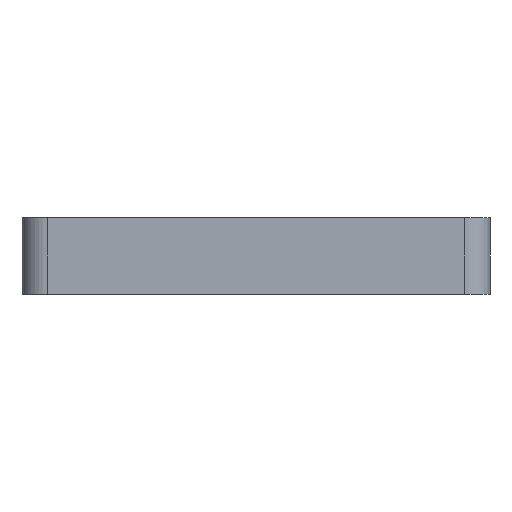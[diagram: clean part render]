
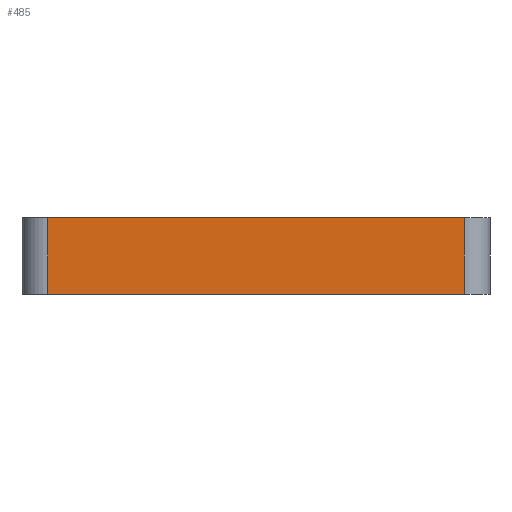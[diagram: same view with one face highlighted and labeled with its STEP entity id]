
A CAD part, front view. The second image highlights one B-rep face of the part: STEP entity #485.
In plain terms, the highlighted planar face has unit normal (0, -1, 0).
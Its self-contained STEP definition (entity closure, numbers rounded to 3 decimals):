
#155=CARTESIAN_POINT('Vertex',(10.,0.,30.)) ;
#158=CARTESIAN_POINT('Line Origine',(91.5,0.,30.)) ;
#162=CARTESIAN_POINT('Vertex',(173.,0.,30.)) ;
#455=CARTESIAN_POINT('Axis2P3D Location',(0.,0.,0.)) ;
#460=CARTESIAN_POINT('Line Origine',(91.5,0.,0.)) ;
#464=CARTESIAN_POINT('Vertex',(10.,0.,0.)) ;
#466=CARTESIAN_POINT('Vertex',(173.,0.,0.)) ;
#469=CARTESIAN_POINT('Line Origine',(173.,0.,15.)) ;
#474=CARTESIAN_POINT('Line Origine',(10.,0.,15.)) ;
#159=DIRECTION('Vector Direction',(1.,0.,0.)) ;
#456=DIRECTION('Axis2P3D Direction',(0.,-1.,0.)) ;
#457=DIRECTION('Axis2P3D XDirection',(1.,0.,0.)) ;
#461=DIRECTION('Vector Direction',(1.,0.,0.)) ;
#470=DIRECTION('Vector Direction',(0.,0.,1.)) ;
#475=DIRECTION('Vector Direction',(0.,0.,1.)) ;
#458=AXIS2_PLACEMENT_3D('Plane Axis2P3D',#455,#456,#457) ;
#480=ORIENTED_EDGE('',*,*,#468,.T.) ;
#481=ORIENTED_EDGE('',*,*,#473,.T.) ;
#482=ORIENTED_EDGE('',*,*,#164,.F.) ;
#483=ORIENTED_EDGE('',*,*,#478,.F.) ;
#160=VECTOR('Line Direction',#159,1.) ;
#462=VECTOR('Line Direction',#461,1.) ;
#471=VECTOR('Line Direction',#470,1.) ;
#476=VECTOR('Line Direction',#475,1.) ;
#485=ADVANCED_FACE('Corps principal',(#484),#459,.T.) ;
#164=EDGE_CURVE('',#156,#163,#161,.T.) ;
#468=EDGE_CURVE('',#465,#467,#463,.T.) ;
#473=EDGE_CURVE('',#467,#163,#472,.T.) ;
#478=EDGE_CURVE('',#465,#156,#477,.T.) ;
#479=EDGE_LOOP('',(#480,#481,#482,#483)) ;
#484=FACE_OUTER_BOUND('',#479,.T.) ;
#161=LINE('Line',#158,#160) ;
#463=LINE('Line',#460,#462) ;
#472=LINE('Line',#469,#471) ;
#477=LINE('Line',#474,#476) ;
#459=PLANE('Plane',#458) ;
#156=VERTEX_POINT('',#155) ;
#163=VERTEX_POINT('',#162) ;
#465=VERTEX_POINT('',#464) ;
#467=VERTEX_POINT('',#466) ;
